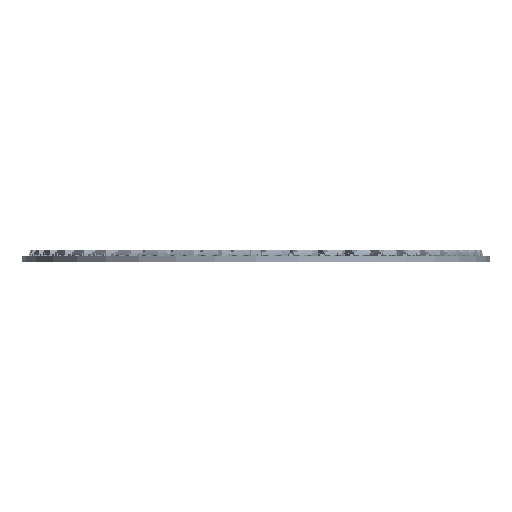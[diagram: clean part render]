
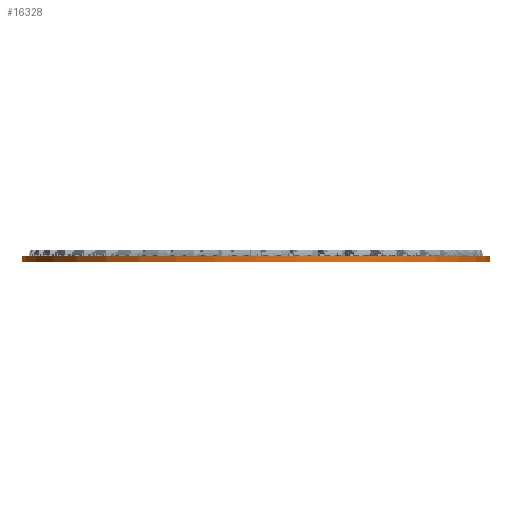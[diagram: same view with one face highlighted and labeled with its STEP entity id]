
A CAD part, top view. The second image highlights one B-rep face of the part: STEP entity #16328.
In plain terms, the highlighted cylindrical face has radius 60 mm (diameter 120 mm), a full revolution.
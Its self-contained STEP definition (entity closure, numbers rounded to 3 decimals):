
#1673=CIRCLE('',#17113,60.);
#1724=CIRCLE('',#17307,60.);
#1811=CYLINDRICAL_SURFACE('',#17306,60.);
#2701=FACE_OUTER_BOUND('',#3665,.T.);
#3665=EDGE_LOOP('',(#14900,#14901,#14902,#14903));
#5124=LINE('',#35885,#6580);
#6580=VECTOR('',#20711,60.);
#7581=VERTEX_POINT('',#32351);
#8066=VERTEX_POINT('',#35884);
#9621=EDGE_CURVE('',#7581,#7581,#1673,.T.);
#10348=EDGE_CURVE('',#7581,#8066,#5124,.T.);
#10349=EDGE_CURVE('',#8066,#8066,#1724,.T.);
#14900=ORIENTED_EDGE('',*,*,#9621,.F.);
#14901=ORIENTED_EDGE('',*,*,#10348,.T.);
#14902=ORIENTED_EDGE('',*,*,#10349,.F.);
#14903=ORIENTED_EDGE('',*,*,#10348,.F.);
#16328=ADVANCED_FACE('',(#2701),#1811,.T.);
#17113=AXIS2_PLACEMENT_3D('',#32352,#19889,#19890);
#17306=AXIS2_PLACEMENT_3D('',#35883,#20709,#20710);
#17307=AXIS2_PLACEMENT_3D('',#35886,#20712,#20713);
#19889=DIRECTION('center_axis',(0.,-1.,0.));
#19890=DIRECTION('ref_axis',(1.,0.,0.));
#20709=DIRECTION('center_axis',(0.,-1.,0.));
#20710=DIRECTION('ref_axis',(1.,0.,0.));
#20711=DIRECTION('',(0.,1.,0.));
#20712=DIRECTION('center_axis',(0.,1.,0.));
#20713=DIRECTION('ref_axis',(1.,0.,0.));
#32351=CARTESIAN_POINT('',(-60.,-1.5,0.));
#32352=CARTESIAN_POINT('Origin',(0.,-1.5,0.));
#35883=CARTESIAN_POINT('Origin',(0.,0.,0.));
#35884=CARTESIAN_POINT('',(-60.,0.,0.));
#35885=CARTESIAN_POINT('',(-60.,0.,0.));
#35886=CARTESIAN_POINT('Origin',(0.,0.,0.));
